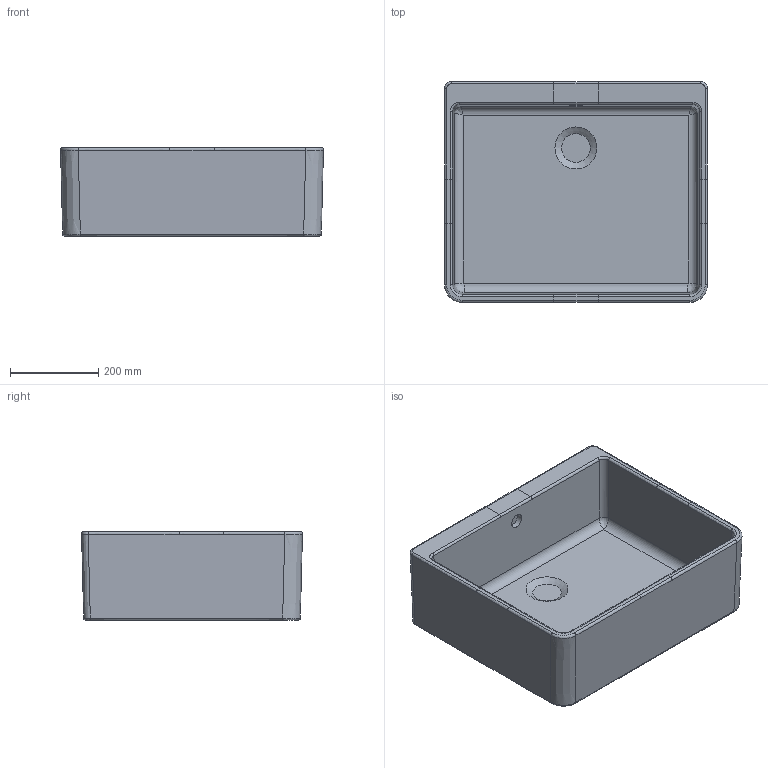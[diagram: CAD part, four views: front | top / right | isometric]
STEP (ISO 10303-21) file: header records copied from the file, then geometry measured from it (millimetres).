
FILE_DESCRIPTION(/* description */ (''),/* implementation_level */ '2;1');
FILE_NAME(/* name */ '6360_Spüle.stp',/* time_stamp */ '2019-01-22T14:06:28+01:00',/* author */ (''),/* organization */ (''),/* preprocessor_version */ 'ST-DEVELOPER v16',/* originating_system */ 'SIEMENS PLM Software NX 10.0',/* authorisation */ '');
FILE_SCHEMA (('AUTOMOTIVE_DESIGN { 1 0 10303 214 3 1 1 1 }'));
Length unit declared in the file: millimetre
Products named in the file (1): math0828A49Fq1v7
Bounding box: 594.7 x 499.7 x 200 mm (x, y, z)
Volume: 15870841.4 mm3; surface area: 1318071.4 mm2
Topology: 1 solids, 1 shells, 78 faces, 178 edges, 102 vertices
Faces by surface type: bspline 60, cylinder 9, plane 8, cone 1
Full cylindrical faces by diameter (mm): 32 x1
Entity records: 3326 total; most frequent: CARTESIAN_POINT 1955, ORIENTED_EDGE 344, DIRECTION 176, EDGE_CURVE 172, VERTEX_POINT 100, B_SPLINE_CURVE_WITH_KNOTS 92, EDGE_LOOP 82, ADVANCED_FACE 78
